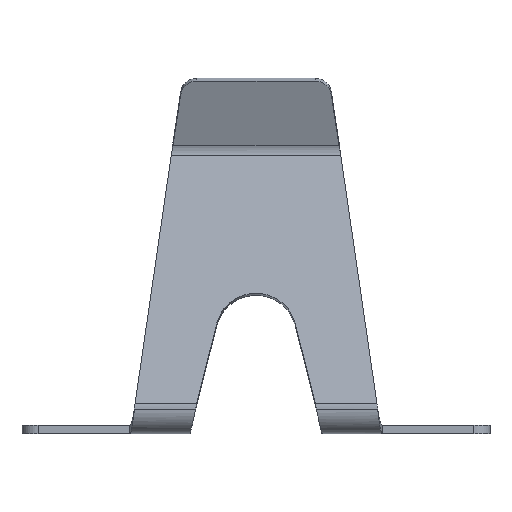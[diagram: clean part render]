
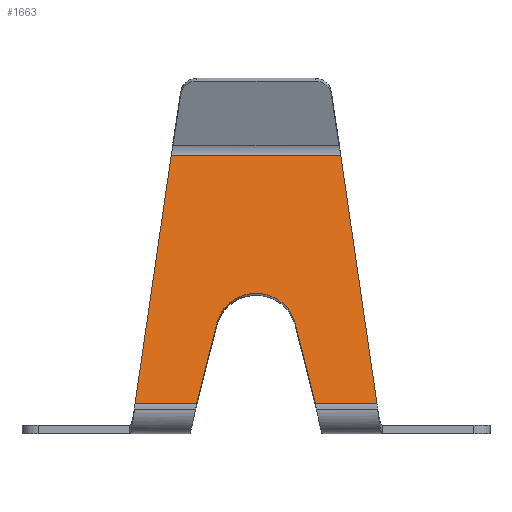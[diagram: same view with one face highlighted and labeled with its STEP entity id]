
A CAD part, top view. The second image highlights one B-rep face of the part: STEP entity #1663.
In plain terms, the highlighted planar face has unit normal (0, 0.233, 0.972).
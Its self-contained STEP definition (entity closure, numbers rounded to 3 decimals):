
#16 = VERTEX_POINT ( 'NONE', #505 ) ;
#66 = VECTOR ( 'NONE', #1429, 1000. ) ;
#107 = LINE ( 'NONE', #880, #2253 ) ;
#109 = VERTEX_POINT ( 'NONE', #415 ) ;
#123 = LINE ( 'NONE', #703, #538 ) ;
#149 = ORIENTED_EDGE ( 'NONE', *, *, #1366, .F. ) ;
#153 = DIRECTION ( 'NONE',  ( -1., 0., 0. ) ) ;
#229 = DIRECTION ( 'NONE',  ( -1., 0., 0. ) ) ;
#261 = CARTESIAN_POINT ( 'NONE',  ( -1.042, 3.419, 0.18 ) ) ;
#286 = DIRECTION ( 'NONE',  ( 0., 0.233, 0.972 ) ) ;
#297 = DIRECTION ( 'NONE',  ( 0.14, -0.963, 0.231 ) ) ;
#305 = AXIS2_PLACEMENT_3D ( 'NONE', #1240, #286, #2383 ) ;
#343 = VECTOR ( 'NONE', #229, 1000. ) ;
#353 = VERTEX_POINT ( 'NONE', #2038 ) ;
#388 = EDGE_CURVE ( 'NONE', #2385, #2430, #123, .T. ) ;
#415 = CARTESIAN_POINT ( 'NONE',  ( -0.485, 1.344, 0.677 ) ) ;
#437 = EDGE_CURVE ( 'NONE', #923, #1892, #1686, .T. ) ;
#505 = CARTESIAN_POINT ( 'NONE',  ( 1.042, 3.419, 0.18 ) ) ;
#506 = ORIENTED_EDGE ( 'NONE', *, *, #2170, .T. ) ;
#538 = VECTOR ( 'NONE', #692, 1000. ) ;
#577 = LINE ( 'NONE', #1368, #343 ) ;
#653 = PLANE ( 'NONE',  #305 ) ;
#690 = CARTESIAN_POINT ( 'NONE',  ( -0.485, 1.344, 0.677 ) ) ;
#692 = DIRECTION ( 'NONE',  ( -1., 0., 0. ) ) ;
#700 = CARTESIAN_POINT ( 'NONE',  ( -1.486, 0.37, 0.911 ) ) ;
#703 = CARTESIAN_POINT ( 'NONE',  ( 2.875, 0.37, 0.911 ) ) ;
#715 = EDGE_CURVE ( 'NONE', #2430, #353, #1443, .T. ) ;
#717 = CARTESIAN_POINT ( 'NONE',  ( 2.875, 0.37, 0.911 ) ) ;
#722 = LINE ( 'NONE', #2468, #1441 ) ;
#727 = EDGE_LOOP ( 'NONE', ( #1451, #1688, #910, #1941, #506, #1709, #884, #149 ) ) ;
#780 = LINE ( 'NONE', #1559, #1356 ) ;
#809 = EDGE_CURVE ( 'NONE', #16, #2385, #722, .T. ) ;
#854 = DIRECTION ( 'NONE',  ( 0.14, 0.963, -0.231 ) ) ;
#863 = CARTESIAN_POINT ( 'NONE',  ( 0.728, 0.37, 0.911 ) ) ;
#880 = CARTESIAN_POINT ( 'NONE',  ( -1.55, -0.069, 1.017 ) ) ;
#884 = ORIENTED_EDGE ( 'NONE', *, *, #437, .F. ) ;
#889 = CARTESIAN_POINT ( 'NONE',  ( -0.47, 1.389, 0.667 ) ) ;
#910 = ORIENTED_EDGE ( 'NONE', *, *, #388, .F. ) ;
#912 = CARTESIAN_POINT ( 'NONE',  ( 0.416, 1.53, 0.633 ) ) ;
#923 = VERTEX_POINT ( 'NONE', #1288 ) ;
#1073 = CARTESIAN_POINT ( 'NONE',  ( 0.073, 1.732, 0.585 ) ) ;
#1098 = CARTESIAN_POINT ( 'NONE',  ( 0.262, 1.664, 0.601 ) ) ;
#1219 = DIRECTION ( 'NONE',  ( -0.236, -0.945, 0.227 ) ) ;
#1240 = CARTESIAN_POINT ( 'NONE',  ( 2.875, 0., 1. ) ) ;
#1265 = CARTESIAN_POINT ( 'NONE',  ( 0.462, 1.406, 0.663 ) ) ;
#1286 = B_SPLINE_CURVE_WITH_KNOTS ( 'NONE', 3,
 ( #2469, #1265, #912, #1098, #1073, #1680, #2227, #2434, #889, #690 ),
 .UNSPECIFIED., .F., .F.,
 ( 4, 1, 1, 1, 1, 1, 1, 4 ),
 ( 0., 0.151, 0.3, 0.447, 0.595, 0.743, 0.892, 1. ),
 .UNSPECIFIED. ) ;
#1288 = CARTESIAN_POINT ( 'NONE',  ( -0.728, 0.37, 0.911 ) ) ;
#1356 = VECTOR ( 'NONE', #1219, 1000. ) ;
#1366 = EDGE_CURVE ( 'NONE', #109, #923, #780, .T. ) ;
#1368 = CARTESIAN_POINT ( 'NONE',  ( 2.875, 3.419, 0.18 ) ) ;
#1429 = DIRECTION ( 'NONE',  ( -0.236, 0.945, -0.227 ) ) ;
#1441 = VECTOR ( 'NONE', #297, 1000. ) ;
#1443 = LINE ( 'NONE', #2394, #66 ) ;
#1451 = ORIENTED_EDGE ( 'NONE', *, *, #1918, .F. ) ;
#1532 = EDGE_CURVE ( 'NONE', #1892, #2441, #107, .T. ) ;
#1559 = CARTESIAN_POINT ( 'NONE',  ( -0.485, 1.344, 0.677 ) ) ;
#1596 = CARTESIAN_POINT ( 'NONE',  ( 1.486, 0.37, 0.911 ) ) ;
#1663 = ADVANCED_FACE ( 'NONE', ( #2326 ), #653, .T. ) ;
#1680 = CARTESIAN_POINT ( 'NONE',  ( -0.13, 1.72, 0.587 ) ) ;
#1686 = LINE ( 'NONE', #717, #2163 ) ;
#1688 = ORIENTED_EDGE ( 'NONE', *, *, #715, .F. ) ;
#1709 = ORIENTED_EDGE ( 'NONE', *, *, #1532, .F. ) ;
#1892 = VERTEX_POINT ( 'NONE', #700 ) ;
#1918 = EDGE_CURVE ( 'NONE', #353, #109, #1286, .T. ) ;
#1941 = ORIENTED_EDGE ( 'NONE', *, *, #809, .F. ) ;
#2038 = CARTESIAN_POINT ( 'NONE',  ( 0.485, 1.344, 0.677 ) ) ;
#2163 = VECTOR ( 'NONE', #153, 1000. ) ;
#2170 = EDGE_CURVE ( 'NONE', #16, #2441, #577, .T. ) ;
#2227 = CARTESIAN_POINT ( 'NONE',  ( -0.31, 1.631, 0.609 ) ) ;
#2253 = VECTOR ( 'NONE', #854, 1000. ) ;
#2326 = FACE_OUTER_BOUND ( 'NONE', #727, .T. ) ;
#2383 = DIRECTION ( 'NONE',  ( 0., -0.972, 0.233 ) ) ;
#2385 = VERTEX_POINT ( 'NONE', #1596 ) ;
#2394 = CARTESIAN_POINT ( 'NONE',  ( 0.728, 0.37, 0.911 ) ) ;
#2430 = VERTEX_POINT ( 'NONE', #863 ) ;
#2434 = CARTESIAN_POINT ( 'NONE',  ( -0.434, 1.495, 0.641 ) ) ;
#2441 = VERTEX_POINT ( 'NONE', #261 ) ;
#2468 = CARTESIAN_POINT ( 'NONE',  ( 0.9, 4.392, -0.054 ) ) ;
#2469 = CARTESIAN_POINT ( 'NONE',  ( 0.485, 1.344, 0.677 ) ) ;
